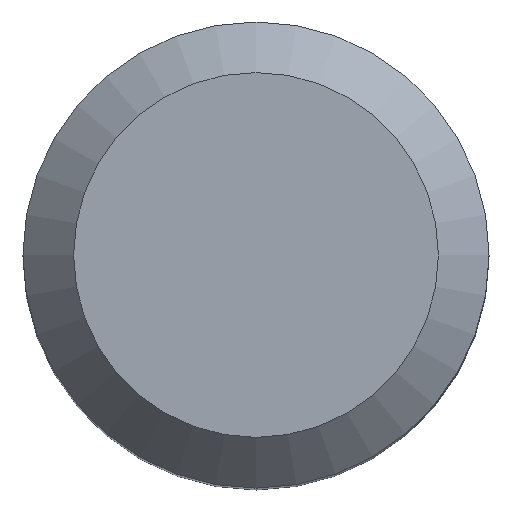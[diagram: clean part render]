
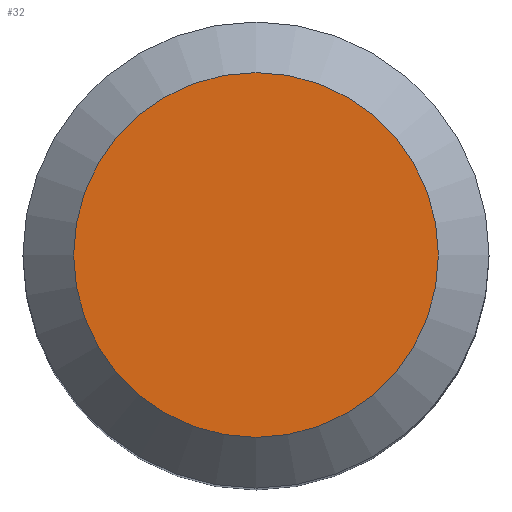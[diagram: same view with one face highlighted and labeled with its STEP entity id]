
A CAD part, top view. The second image highlights one B-rep face of the part: STEP entity #32.
In plain terms, the highlighted planar face has unit normal (0, 0, 1).
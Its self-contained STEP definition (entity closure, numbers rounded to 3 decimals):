
#32 = ADVANCED_FACE( '', ( #65 ), #66, .F. );
#65 = FACE_OUTER_BOUND( '', #102, .T. );
#66 = PLANE( '', #103 );
#102 = EDGE_LOOP( '', ( #133 ) );
#103 = AXIS2_PLACEMENT_3D( '', #134, #135, #136 );
#133 = ORIENTED_EDGE( '', *, *, #179, .T. );
#134 = CARTESIAN_POINT( '', ( 0., 0., 11. ) );
#135 = DIRECTION( '', ( 0., 0., -1. ) );
#136 = DIRECTION( '', ( -1., 0., 0. ) );
#179 = EDGE_CURVE( '', #194, #194, #195, .F. );
#194 = VERTEX_POINT( '', #216 );
#195 = CIRCLE( '', #217, 1.8 );
#216 = CARTESIAN_POINT( '', ( -1.8, 0., 11. ) );
#217 = AXIS2_PLACEMENT_3D( '', #237, #238, #239 );
#237 = CARTESIAN_POINT( '', ( 0., 0., 11. ) );
#238 = DIRECTION( '', ( 0., 0., -1. ) );
#239 = DIRECTION( '', ( -1., 0., 0. ) );
